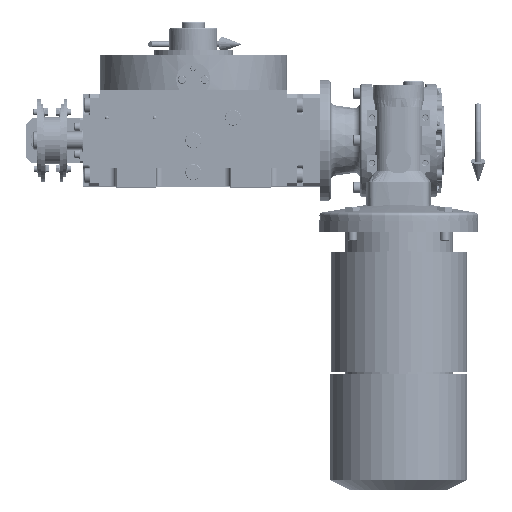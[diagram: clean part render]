
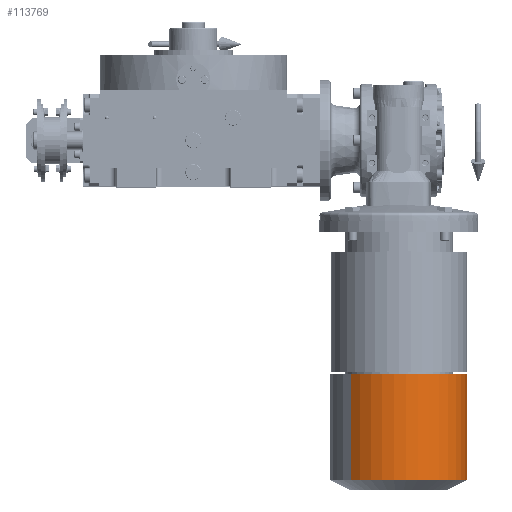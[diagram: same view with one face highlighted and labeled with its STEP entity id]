
A CAD part, top view. The second image highlights one B-rep face of the part: STEP entity #113769.
In plain terms, the highlighted cylindrical face has radius 60.5 mm (diameter 121 mm), a partial arc.
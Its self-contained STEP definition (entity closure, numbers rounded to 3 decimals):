
#15479 = DIRECTION ( 'NONE',  ( 0., -0.719, 0.695 ) ) ;
#27243 = VERTEX_POINT ( 'NONE', #53344 ) ;
#30798 = DIRECTION ( 'NONE',  ( 0., 0.719, -0.695 ) ) ;
#32148 = DIRECTION ( 'NONE',  ( -1., 0., 0. ) ) ;
#39431 = DIRECTION ( 'NONE',  ( 1., 0., 0. ) ) ;
#43828 = EDGE_LOOP ( 'NONE', ( #139030, #168599, #78327, #52051 ) ) ;
#47713 = CARTESIAN_POINT ( 'NONE',  ( -158.212, -49.806, 42.027 ) ) ;
#49007 = CARTESIAN_POINT ( 'NONE',  ( -158.212, 37.234, -42.027 ) ) ;
#52051 = ORIENTED_EDGE ( 'NONE', *, *, #90447, .F. ) ;
#53344 = CARTESIAN_POINT ( 'NONE',  ( -158.212, -49.806, 42.027 ) ) ;
#54210 = DIRECTION ( 'NONE',  ( -1., 0., 0. ) ) ;
#55883 = CARTESIAN_POINT ( 'NONE',  ( -64.811, 37.234, -42.027 ) ) ;
#59224 = AXIS2_PLACEMENT_3D ( 'NONE', #71420, #32148, #83388 ) ;
#70757 = EDGE_CURVE ( 'NONE', #27243, #85999, #87833, .T. ) ;
#71420 = CARTESIAN_POINT ( 'NONE',  ( -26.951, -6.286, 0. ) ) ;
#77964 = VECTOR ( 'NONE', #54210, 1000. ) ;
#78327 = ORIENTED_EDGE ( 'NONE', *, *, #142283, .F. ) ;
#83388 = DIRECTION ( 'NONE',  ( 0., 0.719, -0.695 ) ) ;
#84514 = VERTEX_POINT ( 'NONE', #49007 ) ;
#85093 = FACE_OUTER_BOUND ( 'NONE', #43828, .T. ) ;
#85999 = VERTEX_POINT ( 'NONE', #158058 ) ;
#87833 = LINE ( 'NONE', #47713, #88018 ) ;
#88018 = VECTOR ( 'NONE', #154392, 1000. ) ;
#90447 = EDGE_CURVE ( 'NONE', #146561, #84514, #160056, .T. ) ;
#97366 = DIRECTION ( 'NONE',  ( -1., 0., 0. ) ) ;
#110323 = CIRCLE ( 'NONE', #140264, 60.5 ) ;
#111512 = CIRCLE ( 'NONE', #133297, 60.5 ) ;
#113769 = ADVANCED_FACE ( 'NONE', ( #85093 ), #120964, .T. ) ;
#120964 = CYLINDRICAL_SURFACE ( 'NONE', #59224, 60.5 ) ;
#124458 = EDGE_CURVE ( 'NONE', #85999, #146561, #110323, .T. ) ;
#132441 = CARTESIAN_POINT ( 'NONE',  ( -64.811, -6.286, 0. ) ) ;
#133297 = AXIS2_PLACEMENT_3D ( 'NONE', #147741, #97366, #30798 ) ;
#139030 = ORIENTED_EDGE ( 'NONE', *, *, #124458, .F. ) ;
#140264 = AXIS2_PLACEMENT_3D ( 'NONE', #132441, #39431, #15479 ) ;
#140868 = CARTESIAN_POINT ( 'NONE',  ( -64.811, 37.234, -42.027 ) ) ;
#142283 = EDGE_CURVE ( 'NONE', #84514, #27243, #111512, .T. ) ;
#146561 = VERTEX_POINT ( 'NONE', #140868 ) ;
#147741 = CARTESIAN_POINT ( 'NONE',  ( -158.212, -6.286, 0. ) ) ;
#154392 = DIRECTION ( 'NONE',  ( 1., 0., 0. ) ) ;
#158058 = CARTESIAN_POINT ( 'NONE',  ( -64.811, -49.806, 42.027 ) ) ;
#160056 = LINE ( 'NONE', #55883, #77964 ) ;
#168599 = ORIENTED_EDGE ( 'NONE', *, *, #70757, .F. ) ;
